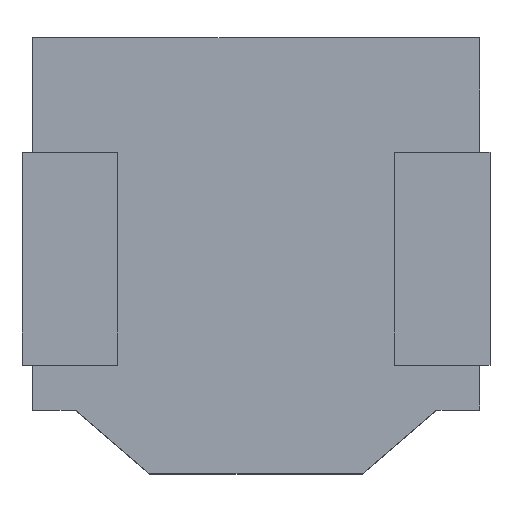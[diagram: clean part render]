
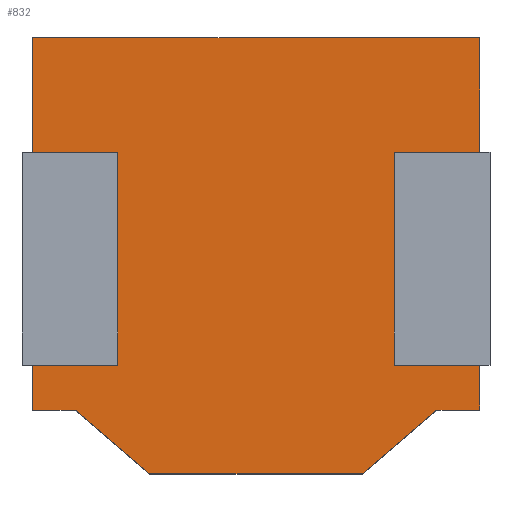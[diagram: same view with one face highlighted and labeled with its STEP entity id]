
A CAD part, top view. The second image highlights one B-rep face of the part: STEP entity #832.
In plain terms, the highlighted planar face has unit normal (0, 0, 1).
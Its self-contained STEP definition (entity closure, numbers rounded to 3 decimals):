
#6 = CARTESIAN_POINT ( 'NONE',  ( -2.057, -2.019, 1.9 ) ) ;
#8 = LINE ( 'NONE', #559, #202 ) ;
#10 = VECTOR ( 'NONE', #858, 1000. ) ;
#16 = EDGE_CURVE ( 'NONE', #388, #765, #591, .T. ) ;
#18 = ORIENTED_EDGE ( 'NONE', *, *, #443, .T. ) ;
#30 = ORIENTED_EDGE ( 'NONE', *, *, #611, .T. ) ;
#43 = VERTEX_POINT ( 'NONE', #554 ) ;
#44 = LINE ( 'NONE', #659, #104 ) ;
#53 = DIRECTION ( 'NONE',  ( -1., 0., 0. ) ) ;
#63 = CARTESIAN_POINT ( 'NONE',  ( -2.057, -2.019, 1.9 ) ) ;
#83 = ORIENTED_EDGE ( 'NONE', *, *, #530, .F. ) ;
#92 = DIRECTION ( 'NONE',  ( 1., 0., 0. ) ) ;
#101 = ORIENTED_EDGE ( 'NONE', *, *, #242, .T. ) ;
#104 = VECTOR ( 'NONE', #312, 1000. ) ;
#107 = ORIENTED_EDGE ( 'NONE', *, *, #820, .F. ) ;
#108 = EDGE_CURVE ( 'NONE', #410, #821, #522, .T. ) ;
#125 = EDGE_CURVE ( 'NONE', #729, #209, #520, .T. ) ;
#144 = CARTESIAN_POINT ( 'NONE',  ( -1.657, -1.596, 1.9 ) ) ;
#151 = VERTEX_POINT ( 'NONE', #195 ) ;
#152 = DIRECTION ( 'NONE',  ( 0., -1., 0. ) ) ;
#154 = EDGE_CURVE ( 'NONE', #496, #277, #472, .T. ) ;
#160 = LINE ( 'NONE', #225, #290 ) ;
#162 = AXIS2_PLACEMENT_3D ( 'NONE', #237, #710, #706 ) ;
#182 = LINE ( 'NONE', #586, #10 ) ;
#188 = VECTOR ( 'NONE', #878, 1000. ) ;
#189 = DIRECTION ( 'NONE',  ( 1., 0., 0. ) ) ;
#193 = LINE ( 'NONE', #534, #306 ) ;
#194 = ORIENTED_EDGE ( 'NONE', *, *, #334, .T. ) ;
#195 = CARTESIAN_POINT ( 'NONE',  ( -2.457, 1.481, 1.9 ) ) ;
#202 = VECTOR ( 'NONE', #676, 1000. ) ;
#207 = LINE ( 'NONE', #553, #379 ) ;
#209 = VERTEX_POINT ( 'NONE', #425 ) ;
#210 = DIRECTION ( 'NONE',  ( 0.759, 0.651, 0. ) ) ;
#221 = CARTESIAN_POINT ( 'NONE',  ( -1.357, -2.619, 1.9 ) ) ;
#225 = CARTESIAN_POINT ( 'NONE',  ( -2.057, -2.019, 1.9 ) ) ;
#233 = DIRECTION ( 'NONE',  ( 1., 0., 0. ) ) ;
#237 = CARTESIAN_POINT ( 'NONE',  ( 0., 0., 1.9 ) ) ;
#238 = ORIENTED_EDGE ( 'NONE', *, *, #154, .T. ) ;
#242 = EDGE_CURVE ( 'NONE', #151, #209, #8, .T. ) ;
#243 = CARTESIAN_POINT ( 'NONE',  ( 0.941, -1.596, 1.9 ) ) ;
#251 = CARTESIAN_POINT ( 'NONE',  ( 1.343, -2.019, 1.9 ) ) ;
#271 = CARTESIAN_POINT ( 'NONE',  ( 1.343, -2.019, 1.9 ) ) ;
#277 = VERTEX_POINT ( 'NONE', #271 ) ;
#284 = EDGE_CURVE ( 'NONE', #311, #388, #421, .T. ) ;
#290 = VECTOR ( 'NONE', #356, 1000. ) ;
#292 = CARTESIAN_POINT ( 'NONE',  ( 1.743, -1.596, 1.9 ) ) ;
#299 = CARTESIAN_POINT ( 'NONE',  ( 0.941, 0.404, 1.9 ) ) ;
#306 = VECTOR ( 'NONE', #189, 1000. ) ;
#311 = VERTEX_POINT ( 'NONE', #523 ) ;
#312 = DIRECTION ( 'NONE',  ( 0., 1., 0. ) ) ;
#321 = CARTESIAN_POINT ( 'NONE',  ( 1.743, -2.019, 1.9 ) ) ;
#324 = EDGE_LOOP ( 'NONE', ( #699, #805, #809, #101, #486, #441, #83, #414, #813, #585, #194, #238, #18, #30, #107, #839 ) ) ;
#326 = CARTESIAN_POINT ( 'NONE',  ( 0.941, -1.596, 1.9 ) ) ;
#327 = EDGE_CURVE ( 'NONE', #410, #344, #44, .T. ) ;
#328 = DIRECTION ( 'NONE',  ( 1., 0., 0. ) ) ;
#334 = EDGE_CURVE ( 'NONE', #853, #496, #182, .T. ) ;
#344 = VERTEX_POINT ( 'NONE', #521 ) ;
#352 = CARTESIAN_POINT ( 'NONE',  ( -2.457, -2.019, 1.9 ) ) ;
#355 = CARTESIAN_POINT ( 'NONE',  ( 0.643, -2.619, 1.9 ) ) ;
#356 = DIRECTION ( 'NONE',  ( 0.759, -0.651, 0. ) ) ;
#361 = EDGE_CURVE ( 'NONE', #821, #592, #789, .T. ) ;
#369 = CARTESIAN_POINT ( 'NONE',  ( 1.743, 0.404, 1.9 ) ) ;
#379 = VECTOR ( 'NONE', #92, 1000. ) ;
#388 = VERTEX_POINT ( 'NONE', #851 ) ;
#393 = VECTOR ( 'NONE', #583, 1000. ) ;
#395 = CARTESIAN_POINT ( 'NONE',  ( -2.457, 1.481, 1.9 ) ) ;
#410 = VERTEX_POINT ( 'NONE', #369 ) ;
#414 = ORIENTED_EDGE ( 'NONE', *, *, #284, .T. ) ;
#421 = LINE ( 'NONE', #352, #567 ) ;
#425 = CARTESIAN_POINT ( 'NONE',  ( -2.457, 0.404, 1.9 ) ) ;
#441 = ORIENTED_EDGE ( 'NONE', *, *, #627, .F. ) ;
#443 = EDGE_CURVE ( 'NONE', #277, #43, #207, .T. ) ;
#459 = LINE ( 'NONE', #395, #578 ) ;
#460 = CARTESIAN_POINT ( 'NONE',  ( -2.557, 0.404, 1.9 ) ) ;
#461 = VECTOR ( 'NONE', #596, 1000. ) ;
#466 = VECTOR ( 'NONE', #328, 1000. ) ;
#472 = LINE ( 'NONE', #251, #742 ) ;
#486 = ORIENTED_EDGE ( 'NONE', *, *, #125, .F. ) ;
#496 = VERTEX_POINT ( 'NONE', #355 ) ;
#498 = CARTESIAN_POINT ( 'NONE',  ( -1.657, 0.404, 1.9 ) ) ;
#502 = VECTOR ( 'NONE', #801, 1000. ) ;
#515 = VERTEX_POINT ( 'NONE', #144 ) ;
#520 = LINE ( 'NONE', #460, #533 ) ;
#521 = CARTESIAN_POINT ( 'NONE',  ( 1.743, 1.481, 1.9 ) ) ;
#522 = LINE ( 'NONE', #671, #502 ) ;
#523 = CARTESIAN_POINT ( 'NONE',  ( -2.457, -1.596, 1.9 ) ) ;
#526 = LINE ( 'NONE', #321, #461 ) ;
#530 = EDGE_CURVE ( 'NONE', #311, #515, #193, .T. ) ;
#533 = VECTOR ( 'NONE', #53, 1000. ) ;
#534 = CARTESIAN_POINT ( 'NONE',  ( -1.657, -1.596, 1.9 ) ) ;
#553 = CARTESIAN_POINT ( 'NONE',  ( 1.343, -2.019, 1.9 ) ) ;
#554 = CARTESIAN_POINT ( 'NONE',  ( 1.743, -2.019, 1.9 ) ) ;
#559 = CARTESIAN_POINT ( 'NONE',  ( -2.457, -2.019, 1.9 ) ) ;
#562 = PLANE ( 'NONE',  #162 ) ;
#567 = VECTOR ( 'NONE', #152, 1000. ) ;
#569 = FACE_OUTER_BOUND ( 'NONE', #324, .T. ) ;
#572 = LINE ( 'NONE', #694, #686 ) ;
#578 = VECTOR ( 'NONE', #739, 1000. ) ;
#583 = DIRECTION ( 'NONE',  ( 0., -1., 0. ) ) ;
#585 = ORIENTED_EDGE ( 'NONE', *, *, #724, .T. ) ;
#586 = CARTESIAN_POINT ( 'NONE',  ( -0.357, -2.619, 1.9 ) ) ;
#591 = LINE ( 'NONE', #63, #466 ) ;
#592 = VERTEX_POINT ( 'NONE', #326 ) ;
#596 = DIRECTION ( 'NONE',  ( 0., 1., 0. ) ) ;
#611 = EDGE_CURVE ( 'NONE', #43, #713, #526, .T. ) ;
#627 = EDGE_CURVE ( 'NONE', #515, #729, #673, .T. ) ;
#659 = CARTESIAN_POINT ( 'NONE',  ( 1.743, -2.019, 1.9 ) ) ;
#671 = CARTESIAN_POINT ( 'NONE',  ( 0.941, 0.404, 1.9 ) ) ;
#673 = LINE ( 'NONE', #867, #188 ) ;
#676 = DIRECTION ( 'NONE',  ( 0., -1., 0. ) ) ;
#686 = VECTOR ( 'NONE', #233, 1000. ) ;
#694 = CARTESIAN_POINT ( 'NONE',  ( 1.841, -1.596, 1.9 ) ) ;
#699 = ORIENTED_EDGE ( 'NONE', *, *, #108, .F. ) ;
#706 = DIRECTION ( 'NONE',  ( -1., 0., 0. ) ) ;
#710 = DIRECTION ( 'NONE',  ( 0., 0., -1. ) ) ;
#713 = VERTEX_POINT ( 'NONE', #292 ) ;
#724 = EDGE_CURVE ( 'NONE', #765, #853, #160, .T. ) ;
#729 = VERTEX_POINT ( 'NONE', #498 ) ;
#739 = DIRECTION ( 'NONE',  ( -1., 0., 0. ) ) ;
#742 = VECTOR ( 'NONE', #210, 1000. ) ;
#765 = VERTEX_POINT ( 'NONE', #6 ) ;
#778 = EDGE_CURVE ( 'NONE', #344, #151, #459, .T. ) ;
#789 = LINE ( 'NONE', #243, #393 ) ;
#801 = DIRECTION ( 'NONE',  ( -1., 0., 0. ) ) ;
#805 = ORIENTED_EDGE ( 'NONE', *, *, #327, .T. ) ;
#809 = ORIENTED_EDGE ( 'NONE', *, *, #778, .T. ) ;
#813 = ORIENTED_EDGE ( 'NONE', *, *, #16, .T. ) ;
#820 = EDGE_CURVE ( 'NONE', #592, #713, #572, .T. ) ;
#821 = VERTEX_POINT ( 'NONE', #299 ) ;
#832 = ADVANCED_FACE ( 'NONE', ( #569 ), #562, .F. ) ;
#839 = ORIENTED_EDGE ( 'NONE', *, *, #361, .F. ) ;
#851 = CARTESIAN_POINT ( 'NONE',  ( -2.457, -2.019, 1.9 ) ) ;
#853 = VERTEX_POINT ( 'NONE', #221 ) ;
#858 = DIRECTION ( 'NONE',  ( 1., 0., 0. ) ) ;
#867 = CARTESIAN_POINT ( 'NONE',  ( -1.657, 0.404, 1.9 ) ) ;
#878 = DIRECTION ( 'NONE',  ( 0., 1., 0. ) ) ;
